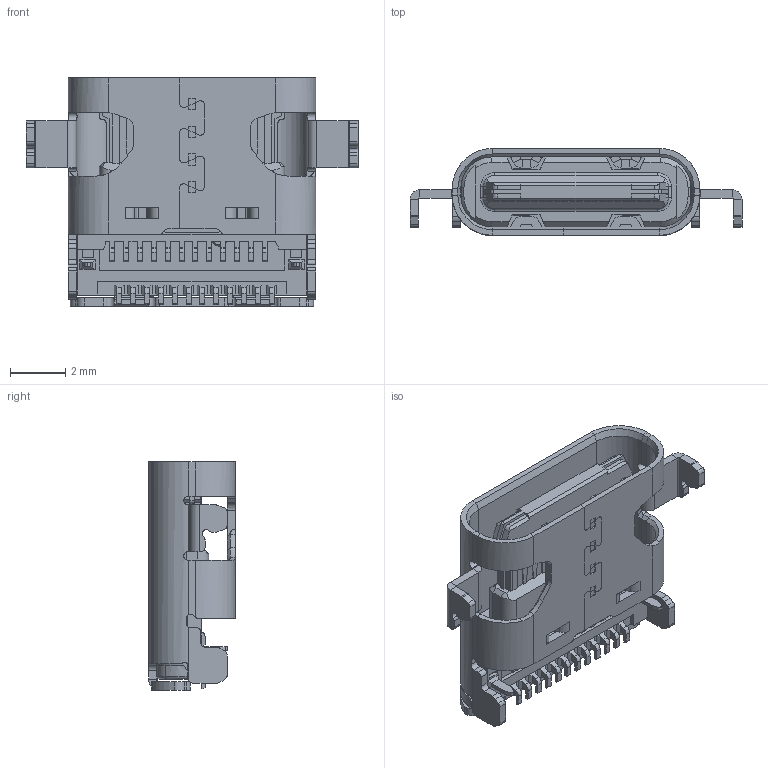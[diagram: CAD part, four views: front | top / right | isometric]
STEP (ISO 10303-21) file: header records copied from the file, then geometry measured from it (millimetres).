
FILE_DESCRIPTION (( 'STEP AP214' ), '1' );
FILE_NAME ('10137064-00021LF.STEP', '2023-06-07T13:12:05', ( '' ), ( '' ), 'SwSTEP 2.0', 'SolidWorks 2021', '' );
FILE_SCHEMA (( 'AUTOMOTIVE_DESIGN' ));
Length unit declared in the file: millimetre
Products named in the file (4): 40-42356_2018_SW0001^10137064-00021LF--3DModel-STEP-533217(2)_10137064-00021LF--3DModel-STEP-533217; 10137064-00021LF--3DModel-STEP-533217(2)^10137064-00021LF--3DModel-STEP-533217; 10137064-00021LF; PRT0003^10137064-00021LF--3DModel-STEP-533217(2)_10137064-00021LF--3DModel-STEP-533217
Assembly tree (3 placements, depth 3):
  10137064-00021LF
    10137064-00021LF--3DModel-STEP-533217(2)^10137064-00021LF--3DModel-STEP-533217
      40-42356_2018_SW0001^10137064-00021LF--3DModel-STEP-533217(2)_10137064-00021LF--3DModel-STEP-533217
      PRT0003^10137064-00021LF--3DModel-STEP-533217(2)_10137064-00021LF--3DModel-STEP-533217
Bounding box: 12 x 3.14 x 8.25 mm (x, y, z)
Volume: 107.3 mm3; surface area: 524 mm2
Topology: 2 solids, 22 shells, 1387 faces, 3793 edges, 2442 vertices
Faces by surface type: plane 966, cylinder 363, cone 36, bspline 14, torus 8
Entity records: 51270 total; most frequent: CARTESIAN_POINT 9165, ORIENTED_EDGE 7578, DIRECTION 7178, EDGE_CURVE 3789, VECTOR 2886, LINE 2886, VERTEX_POINT 2442, AXIS2_PLACEMENT_3D 2146
